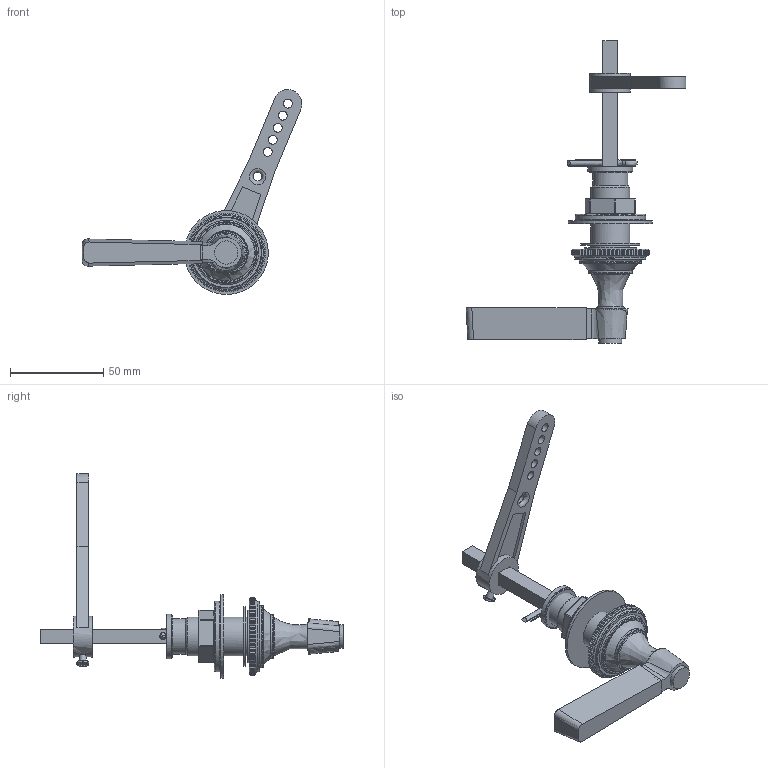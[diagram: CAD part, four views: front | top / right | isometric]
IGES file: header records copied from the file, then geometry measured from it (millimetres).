
Global section: file name: V677; native system: Autodesk Inventor 2014; preprocessor: unknown; author: adaniels; date: 20131030.144858; units: millimetre
Bounding box: 117.84 x 162.1 x 109.87 mm (x, y, z)
Volume: 66117 mm3; surface area: 36313.4 mm2
Topology: 12 solids, 12 shells, 582 faces, 1378 edges, 831 vertices
Faces by surface type: bspline 582
